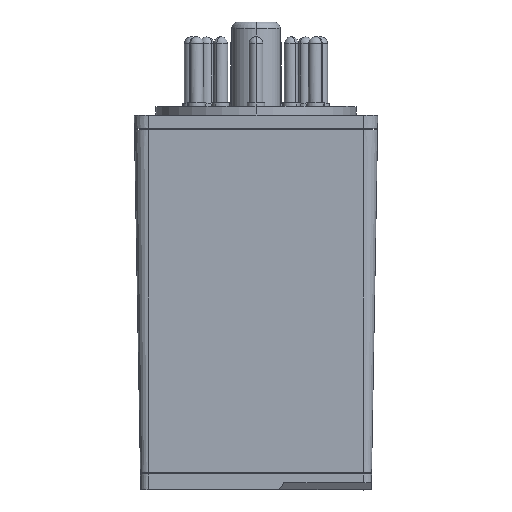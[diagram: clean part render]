
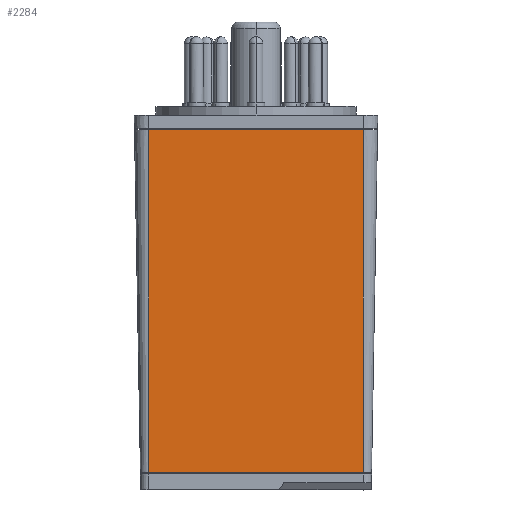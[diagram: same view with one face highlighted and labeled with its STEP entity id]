
A CAD part, top view. The second image highlights one B-rep face of the part: STEP entity #2284.
In plain terms, the highlighted planar face has unit normal (0, -0.018, 1).
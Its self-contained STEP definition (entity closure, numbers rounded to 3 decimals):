
#1933=CARTESIAN_POINT('POS819',(15.646,0.,
   17.78));
#1934=DIRECTION('DIR1250',(0.,-1.
   ,-0.017));
#1935=VECTOR('VEC388',#1934,25.4);
#1936=LINE('STRAIGHT388',#1933,#1935);
#1967=CARTESIAN_POINT('POS823',(-15.646,0.,
   17.78));
#1968=DIRECTION('DIR1255',(0.,-0.017,
   1.));
#1969=DIRECTION('DIR1256',(1.,0.,
   0.));
#1970=AXIS2_PLACEMENT_3D('AXIS433',#1967,#1968,#1969);
#1971=PLANE('PLANE126',#1970);
#2211=CARTESIAN_POINT('POINT487',(15.646,-53.34,
   16.849));
#2212=VERTEX_POINT('VERTEX487',#2211);
#2220=CARTESIAN_POINT('POINT488',(-15.646,-53.34,
   16.849));
#2221=VERTEX_POINT('VERTEX488',#2220);
#2222=CARTESIAN_POINT('POS852',(-7.823,-53.34,
   16.849));
#2223=DIRECTION('DIR1296',(1.,0.,
   0.));
#2224=VECTOR('VEC408',#2223,25.4);
#2225=LINE('STRAIGHT408',#2222,#2224);
#2226=EDGE_CURVE('EDGE754',#2221,#2212,#2225,.T.);
#2252=CARTESIAN_POINT('POINT490',(15.646,-3.429,
   17.72));
#2253=VERTEX_POINT('VERTEX490',#2252);
#2261=EDGE_CURVE('EDGE758',#2253,#2212,#1936,.T.);
#2266=ORIENTED_EDGE('COEDGE1507',*,*,#2226,.T.);
#2267=ORIENTED_EDGE('COEDGE1508',*,*,#2261,.F.);
#2268=CARTESIAN_POINT('POINT491',(-15.646,-3.429,
   17.72));
#2269=VERTEX_POINT('VERTEX491',#2268);
#2270=CARTESIAN_POINT('POS857',(-7.823,-3.429,
   17.72));
#2271=DIRECTION('DIR1304',(-1.,0.,
   0.));
#2272=VECTOR('VEC410',#2271,25.4);
#2273=LINE('STRAIGHT410',#2270,#2272);
#2274=EDGE_CURVE('EDGE759',#2253,#2269,#2273,.T.);
#2275=ORIENTED_EDGE('COEDGE1509',*,*,#2274,.T.);
#2276=CARTESIAN_POINT('POS858',(-15.646,0.,
   17.78));
#2277=DIRECTION('DIR1305',(0.,-1.
   ,-0.017));
#2278=VECTOR('VEC411',#2277,25.4);
#2279=LINE('STRAIGHT411',#2276,#2278);
#2280=EDGE_CURVE('EDGE760',#2269,#2221,#2279,.T.);
#2281=ORIENTED_EDGE('COEDGE1510',*,*,#2280,.T.);
#2282=EDGE_LOOP('NONE',(#2266,#2267,#2275,#2281));
#2283=FACE_BOUND('LOOP1',#2282,.T.);
#2284=ADVANCED_FACE('FACE341',(#2283),#1971,.T.);
